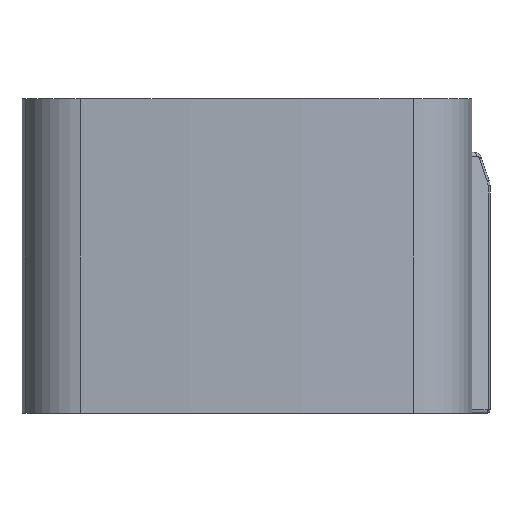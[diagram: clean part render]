
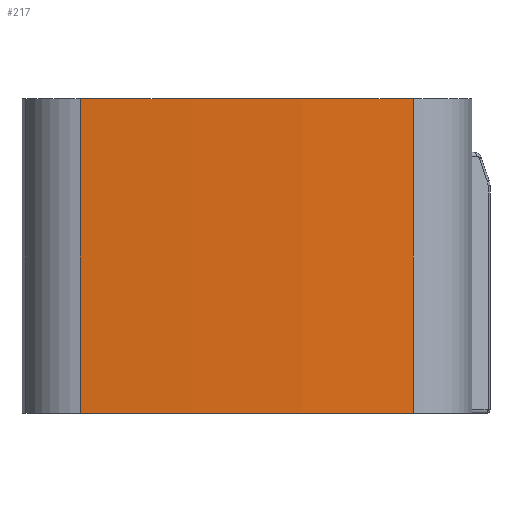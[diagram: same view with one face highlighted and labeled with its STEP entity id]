
A CAD part, front view. The second image highlights one B-rep face of the part: STEP entity #217.
In plain terms, the highlighted cylindrical face has radius 130.215 mm (diameter 260.431 mm), a partial arc.
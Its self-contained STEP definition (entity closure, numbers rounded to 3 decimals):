
#139=CYLINDRICAL_SURFACE('',#2776,130.216);
#217=ADVANCED_FACE('',(#430),#139,.T.);
#430=FACE_OUTER_BOUND('',#578,.T.);
#578=EDGE_LOOP('',(#1033,#1034,#1035,#1036));
#737=CIRCLE('',#2741,130.216);
#754=CIRCLE('',#2775,130.216);
#1033=ORIENTED_EDGE('',*,*,#1983,.T.);
#1034=ORIENTED_EDGE('',*,*,#1984,.T.);
#1035=ORIENTED_EDGE('',*,*,#1953,.F.);
#1036=ORIENTED_EDGE('',*,*,#1918,.F.);
#1659=VERTEX_POINT('',#4117);
#1660=VERTEX_POINT('',#4119);
#1682=VERTEX_POINT('',#4336);
#1694=VERTEX_POINT('',#4394);
#1918=EDGE_CURVE('',#1659,#1660,#2273,.T.);
#1953=EDGE_CURVE('',#1660,#1682,#737,.T.);
#1983=EDGE_CURVE('',#1659,#1694,#754,.T.);
#1984=EDGE_CURVE('',#1694,#1682,#2300,.T.);
#2273=LINE('',#4118,#2488);
#2300=LINE('',#4395,#2515);
#2488=VECTOR('',#3109,1.);
#2515=VECTOR('',#3260,1.);
#2741=AXIS2_PLACEMENT_3D('',#4335,#3178,#3179);
#2775=AXIS2_PLACEMENT_3D('',#4393,#3258,#3259);
#2776=AXIS2_PLACEMENT_3D('',#4396,#3261,#3262);
#3109=DIRECTION('',(0.,0.,1.));
#3178=DIRECTION('',(0.,0.,1.));
#3179=DIRECTION('',(1.,0.,0.));
#3258=DIRECTION('',(0.,0.,1.));
#3259=DIRECTION('',(1.,0.,0.));
#3260=DIRECTION('',(0.,0.,1.));
#3261=DIRECTION('',(0.,0.,1.));
#3262=DIRECTION('',(-1.,0.,0.));
#4117=CARTESIAN_POINT('',(-9.082,-5.965,-18.));
#4118=CARTESIAN_POINT('',(-9.082,-5.965,4.554));
#4119=CARTESIAN_POINT('',(-9.082,-5.965,2.5));
#4335=CARTESIAN_POINT('',(1.75,123.799,2.5));
#4336=CARTESIAN_POINT('',(12.582,-5.965,2.5));
#4393=CARTESIAN_POINT('',(1.75,123.799,-18.));
#4394=CARTESIAN_POINT('',(12.582,-5.965,-18.));
#4395=CARTESIAN_POINT('',(12.582,-5.965,4.554));
#4396=CARTESIAN_POINT('',(1.75,123.799,4.554));
